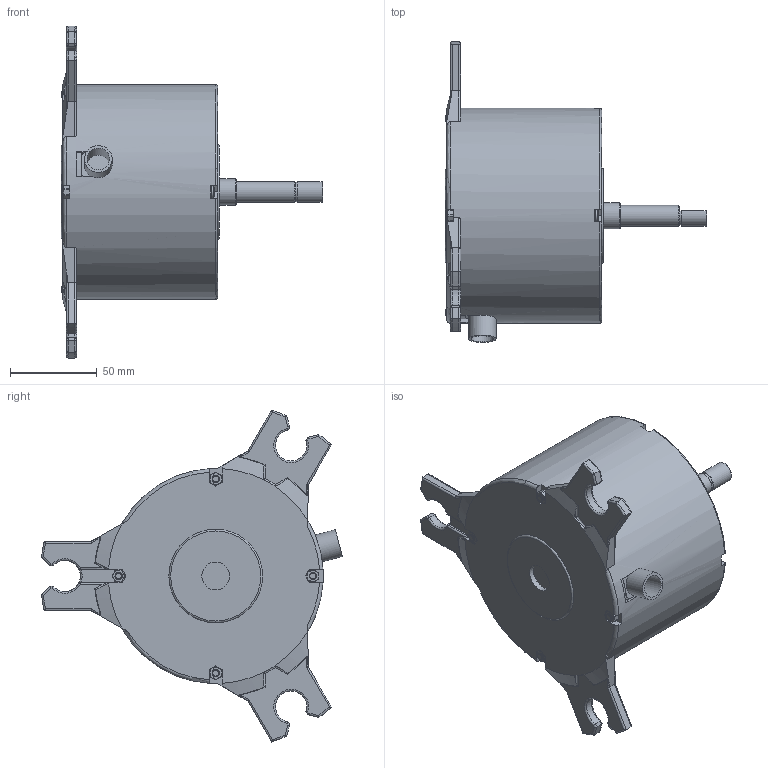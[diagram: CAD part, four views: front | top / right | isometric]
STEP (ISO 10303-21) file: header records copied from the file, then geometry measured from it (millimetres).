
FILE_DESCRIPTION((''),'2;1');
FILE_NAME('12830_pipe_aldc.stp','2014-05-23T13:18:17',('ampex83'),(''),'Autodesk Inventor 2011','Autodesk Inventor 2011','');
FILE_SCHEMA(('AUTOMOTIVE_DESIGN { 1 0 10303 214 1 1 1 1 }'));
Length unit declared in the file: millimetre
Products named in the file (1): 부품3
Bounding box: 151 x 173.5 x 191.47 mm (x, y, z)
Volume: 339082.7 mm3; surface area: 139530.5 mm2
Topology: 1 solids, 2 shells, 613 faces, 1535 edges, 954 vertices
Faces by surface type: plane 245, cylinder 174, torus 104, bspline 56, cone 34
Full cylindrical faces by diameter (mm): 4 x8, 4.2 x8, 12 x1, 13 x1, 15 x2, 16 x3, 23.5 x2, 35 x4, 91.863 x1, 120 x1, 124 x1
Entity records: 24569 total; most frequent: CARTESIAN_POINT 10281, ORIENTED_EDGE 2864, DIRECTION 2654, EDGE_CURVE 1432, AXIS2_PLACEMENT_3D 1016, VERTEX_POINT 930, EDGE_LOOP 742, VECTOR 622
